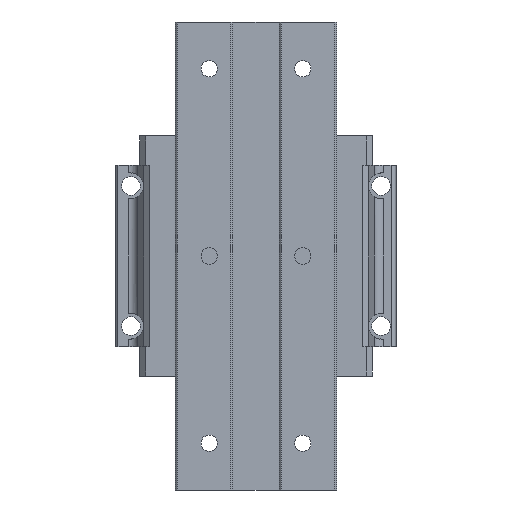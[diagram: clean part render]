
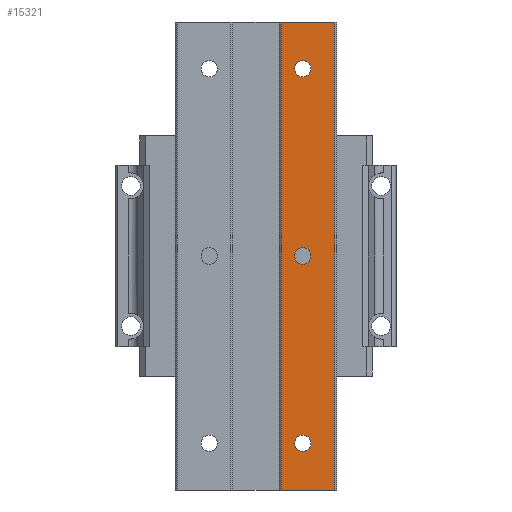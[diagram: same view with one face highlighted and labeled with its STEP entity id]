
A CAD part, front view. The second image highlights one B-rep face of the part: STEP entity #15321.
In plain terms, the highlighted planar face has unit normal (0, -1, 0).
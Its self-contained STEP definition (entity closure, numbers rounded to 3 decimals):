
#13651=DIRECTION('',(1.,0.,0.));
#13652=VECTOR('',#13651,23.);
#13653=CARTESIAN_POINT('',(10.7,-19.,-151.3));
#13654=LINE('',#13653,#13652);
#14017=CARTESIAN_POINT('',(20.,-19.,-131.3));
#14018=DIRECTION('',(0.,-1.,0.));
#14019=DIRECTION('',(-1.,0.,0.));
#14020=AXIS2_PLACEMENT_3D('',#14017,#14018,#14019);
#14022=CARTESIAN_POINT('',(20.,-19.,-131.3));
#14023=DIRECTION('',(0.,-1.,0.));
#14024=DIRECTION('',(1.,0.,0.));
#14025=AXIS2_PLACEMENT_3D('',#14022,#14023,#14024);
#14027=CARTESIAN_POINT('',(20.,-19.,-51.3));
#14028=DIRECTION('',(0.,-1.,0.));
#14029=DIRECTION('',(-1.,0.,0.));
#14030=AXIS2_PLACEMENT_3D('',#14027,#14028,#14029);
#14032=CARTESIAN_POINT('',(20.,-19.,-51.3));
#14033=DIRECTION('',(0.,-1.,0.));
#14034=DIRECTION('',(1.,0.,0.));
#14035=AXIS2_PLACEMENT_3D('',#14032,#14033,#14034);
#14037=CARTESIAN_POINT('',(20.,-19.,28.7));
#14038=DIRECTION('',(0.,-1.,0.));
#14039=DIRECTION('',(-1.,0.,0.));
#14040=AXIS2_PLACEMENT_3D('',#14037,#14038,#14039);
#14042=CARTESIAN_POINT('',(20.,-19.,28.7));
#14043=DIRECTION('',(0.,-1.,0.));
#14044=DIRECTION('',(1.,0.,0.));
#14045=AXIS2_PLACEMENT_3D('',#14042,#14043,#14044);
#14047=DIRECTION('',(0.,0.,-1.));
#14048=VECTOR('',#14047,200.);
#14049=CARTESIAN_POINT('',(33.7,-19.,48.7));
#14050=LINE('',#14049,#14048);
#14051=DIRECTION('',(0.,0.,1.));
#14052=VECTOR('',#14051,200.);
#14053=CARTESIAN_POINT('',(10.7,-19.,-151.3));
#14054=LINE('',#14053,#14052);
#14055=DIRECTION('',(1.,0.,0.));
#14056=VECTOR('',#14055,23.);
#14057=CARTESIAN_POINT('',(10.7,-19.,48.7));
#14058=LINE('',#14057,#14056);
#14481=CARTESIAN_POINT('',(10.7,-19.,-151.3));
#14482=VERTEX_POINT('',#14481);
#14599=CARTESIAN_POINT('',(10.7,-19.,48.7));
#14600=VERTEX_POINT('',#14599);
#14601=CARTESIAN_POINT('',(16.5,-19.,-131.3));
#14602=CARTESIAN_POINT('',(23.5,-19.,-131.3));
#14603=VERTEX_POINT('',#14601);
#14604=VERTEX_POINT('',#14602);
#14605=CARTESIAN_POINT('',(16.5,-19.,-51.3));
#14606=CARTESIAN_POINT('',(23.5,-19.,-51.3));
#14607=VERTEX_POINT('',#14605);
#14608=VERTEX_POINT('',#14606);
#14609=CARTESIAN_POINT('',(16.5,-19.,28.7));
#14610=CARTESIAN_POINT('',(23.5,-19.,28.7));
#14611=VERTEX_POINT('',#14609);
#14612=VERTEX_POINT('',#14610);
#14700=CARTESIAN_POINT('',(33.7,-19.,-151.3));
#14702=VERTEX_POINT('',#14700);
#14703=CARTESIAN_POINT('',(33.7,-19.,48.7));
#14704=VERTEX_POINT('',#14703);
#15290=CARTESIAN_POINT('',(10.7,-19.,-151.3));
#15291=DIRECTION('',(0.,-1.,0.));
#15292=DIRECTION('',(1.,0.,0.));
#15293=AXIS2_PLACEMENT_3D('',#15290,#15291,#15292);
#15294=PLANE('',#15293);
#15295=ORIENTED_EDGE('',*,*,#15282,.T.);
#15296=ORIENTED_EDGE('',*,*,#14722,.F.);
#15298=ORIENTED_EDGE('',*,*,#15297,.T.);
#15300=ORIENTED_EDGE('',*,*,#15299,.T.);
#15301=EDGE_LOOP('',(#15295,#15296,#15298,#15300));
#15302=FACE_OUTER_BOUND('',#15301,.F.);
#15304=ORIENTED_EDGE('',*,*,#15303,.T.);
#15306=ORIENTED_EDGE('',*,*,#15305,.T.);
#15307=EDGE_LOOP('',(#15304,#15306));
#15308=FACE_BOUND('',#15307,.F.);
#15310=ORIENTED_EDGE('',*,*,#15309,.T.);
#15312=ORIENTED_EDGE('',*,*,#15311,.T.);
#15313=EDGE_LOOP('',(#15310,#15312));
#15314=FACE_BOUND('',#15313,.F.);
#15316=ORIENTED_EDGE('',*,*,#15315,.T.);
#15318=ORIENTED_EDGE('',*,*,#15317,.T.);
#15319=EDGE_LOOP('',(#15316,#15318));
#15320=FACE_BOUND('',#15319,.F.);
#15321=ADVANCED_FACE('',(#15302,#15308,#15314,#15320),#15294,.T.);
#14021=CIRCLE('',#14020,3.5);
#14026=CIRCLE('',#14025,3.5);
#14031=CIRCLE('',#14030,3.5);
#14036=CIRCLE('',#14035,3.5);
#14041=CIRCLE('',#14040,3.5);
#14046=CIRCLE('',#14045,3.5);
#14722=EDGE_CURVE('',#14482,#14702,#13654,.T.);
#15282=EDGE_CURVE('',#14704,#14702,#14050,.T.);
#15297=EDGE_CURVE('',#14482,#14600,#14054,.T.);
#15299=EDGE_CURVE('',#14600,#14704,#14058,.T.);
#15303=EDGE_CURVE('',#14603,#14604,#14021,.T.);
#15305=EDGE_CURVE('',#14604,#14603,#14026,.T.);
#15309=EDGE_CURVE('',#14607,#14608,#14031,.T.);
#15311=EDGE_CURVE('',#14608,#14607,#14036,.T.);
#15315=EDGE_CURVE('',#14611,#14612,#14041,.T.);
#15317=EDGE_CURVE('',#14612,#14611,#14046,.T.);
